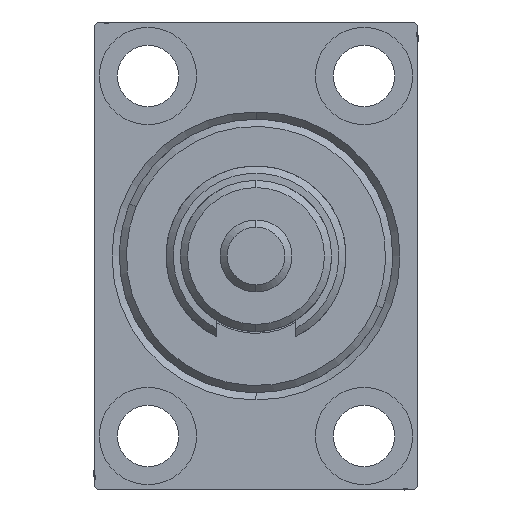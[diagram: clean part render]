
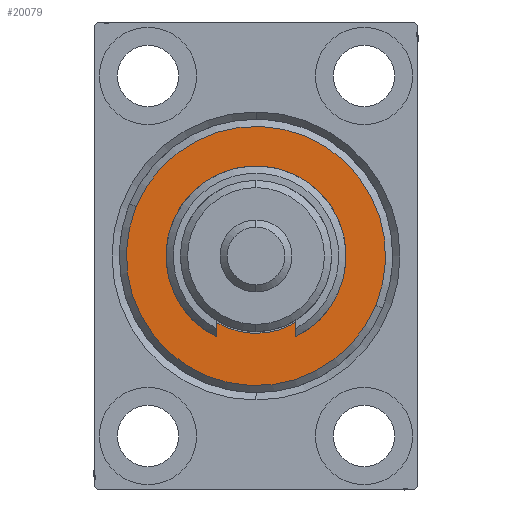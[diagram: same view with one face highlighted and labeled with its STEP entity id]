
A CAD part, left-side view. The second image highlights one B-rep face of the part: STEP entity #20079.
In plain terms, the highlighted face is planar.
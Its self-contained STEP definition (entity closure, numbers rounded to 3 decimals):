
#330 = CARTESIAN_POINT ( 'NONE',  ( 3., 0., -10.75 ) ) ;
#4120 = CARTESIAN_POINT ( 'NONE',  ( 3., 0., -18. ) ) ;
#6522 = ORIENTED_EDGE ( 'NONE', *, *, #15049, .T. ) ;
#8135 = DIRECTION ( 'NONE',  ( 1., 0., 0. ) ) ;
#8214 = DIRECTION ( 'NONE',  ( -1., 0., 0. ) ) ;
#8377 = AXIS2_PLACEMENT_3D ( 'NONE', #37046, #8214, #39899 ) ;
#9712 = ORIENTED_EDGE ( 'NONE', *, *, #34017, .T. ) ;
#10865 = AXIS2_PLACEMENT_3D ( 'NONE', #37785, #41800, #12711 ) ;
#12275 = CARTESIAN_POINT ( 'NONE',  ( 3., 0., 0. ) ) ;
#12711 = DIRECTION ( 'NONE',  ( 0., 0., -1. ) ) ;
#14368 = VERTEX_POINT ( 'NONE', #330 ) ;
#14412 = AXIS2_PLACEMENT_3D ( 'NONE', #12275, #45141, #33776 ) ;
#15049 = EDGE_CURVE ( 'NONE', #14368, #32778, #32013, .T. ) ;
#16693 = PLANE ( 'NONE',  #23175 ) ;
#17942 = CARTESIAN_POINT ( 'NONE',  ( 3., 0., 10.75 ) ) ;
#18936 = AXIS2_PLACEMENT_3D ( 'NONE', #26084, #8135, #22531 ) ;
#20079 = ADVANCED_FACE ( 'NONE', ( #45329, #26400 ), #16693, .T. ) ;
#21197 = CIRCLE ( 'NONE', #18936, 18. ) ;
#22531 = DIRECTION ( 'NONE',  ( 0., 0., -1. ) ) ;
#22766 = VERTEX_POINT ( 'NONE', #4120 ) ;
#22859 = DIRECTION ( 'NONE',  ( 1., 0., 0. ) ) ;
#23090 = DIRECTION ( 'NONE',  ( 0., 0., -1. ) ) ;
#23175 = AXIS2_PLACEMENT_3D ( 'NONE', #34436, #22859, #23090 ) ;
#26084 = CARTESIAN_POINT ( 'NONE',  ( 3., 0., 0. ) ) ;
#26400 = FACE_BOUND ( 'NONE', #27259, .T. ) ;
#27259 = EDGE_LOOP ( 'NONE', ( #9712, #6522 ) ) ;
#27452 = EDGE_LOOP ( 'NONE', ( #42564, #34067 ) ) ;
#28563 = VERTEX_POINT ( 'NONE', #44303 ) ;
#32013 = CIRCLE ( 'NONE', #10865, 10.75 ) ;
#32778 = VERTEX_POINT ( 'NONE', #17942 ) ;
#33776 = DIRECTION ( 'NONE',  ( 0., 0., -1. ) ) ;
#34017 = EDGE_CURVE ( 'NONE', #32778, #14368, #34769, .T. ) ;
#34067 = ORIENTED_EDGE ( 'NONE', *, *, #34757, .T. ) ;
#34436 = CARTESIAN_POINT ( 'NONE',  ( 3., 0., 0. ) ) ;
#34757 = EDGE_CURVE ( 'NONE', #22766, #28563, #21197, .T. ) ;
#34769 = CIRCLE ( 'NONE', #8377, 10.75 ) ;
#34807 = CIRCLE ( 'NONE', #14412, 18. ) ;
#35382 = EDGE_CURVE ( 'NONE', #28563, #22766, #34807, .T. ) ;
#37046 = CARTESIAN_POINT ( 'NONE',  ( 3., 0., 0. ) ) ;
#37785 = CARTESIAN_POINT ( 'NONE',  ( 3., 0., 0. ) ) ;
#39899 = DIRECTION ( 'NONE',  ( 0., 0., -1. ) ) ;
#41800 = DIRECTION ( 'NONE',  ( -1., 0., 0. ) ) ;
#42564 = ORIENTED_EDGE ( 'NONE', *, *, #35382, .T. ) ;
#44303 = CARTESIAN_POINT ( 'NONE',  ( 3., 0., 18. ) ) ;
#45141 = DIRECTION ( 'NONE',  ( 1., 0., 0. ) ) ;
#45329 = FACE_OUTER_BOUND ( 'NONE', #27452, .T. ) ;
